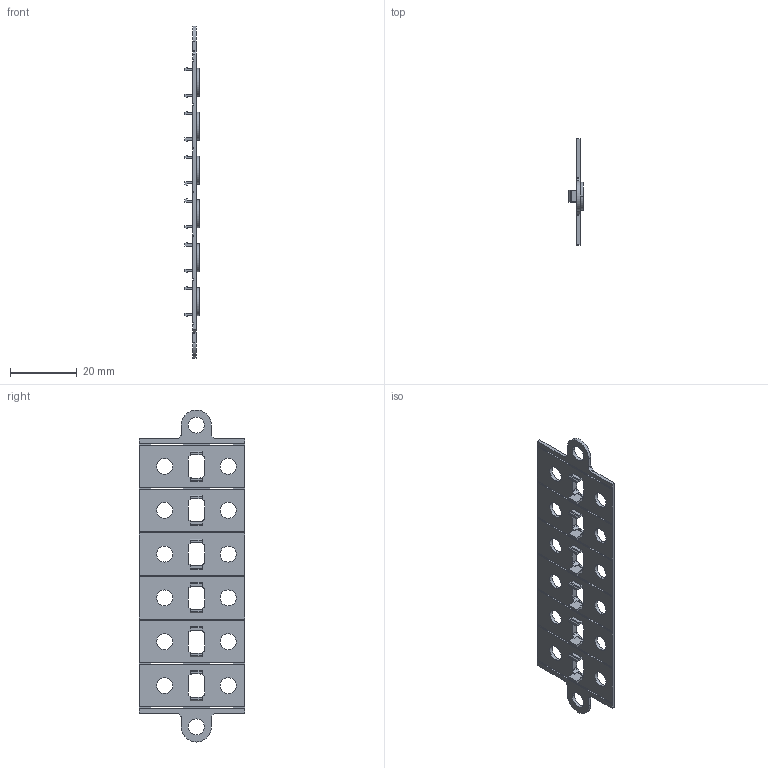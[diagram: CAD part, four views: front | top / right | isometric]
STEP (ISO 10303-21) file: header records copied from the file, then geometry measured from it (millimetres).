
FILE_DESCRIPTION((''),'2;1');
FILE_NAME('SDK10_AP_6_3D_STEP','2016-06-29T',('Frank Ludolph'),(''),'CREO PARAMETRIC BY PTC INC, 2015290','CREO PARAMETRIC BY PTC INC, 2015290','');
FILE_SCHEMA(('CONFIG_CONTROL_DESIGN'));
Length unit declared in the file: millimetre
Products named in the file (1): SDK10_AP_6_3D_STEP
Bounding box: 4.2 x 31.6 x 99.2 mm (x, y, z)
Volume: 2404.9 mm3; surface area: 5835.6 mm2
Topology: 1 solids, 1 shells, 370 faces, 1128 edges, 752 vertices
Faces by surface type: plane 248, cylinder 122
Entity records: 12876 total; most frequent: CARTESIAN_POINT 2548, ORIENTED_EDGE 2256, DIRECTION 1992, EDGE_CURVE 1128, VECTOR 860, LINE 860, VERTEX_POINT 752, AXIS2_PLACEMENT_3D 566
